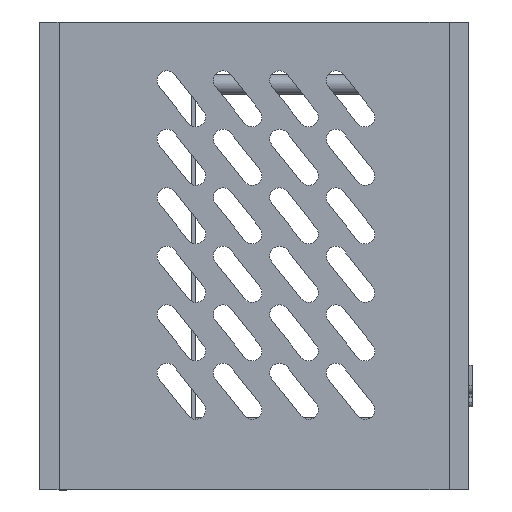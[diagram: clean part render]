
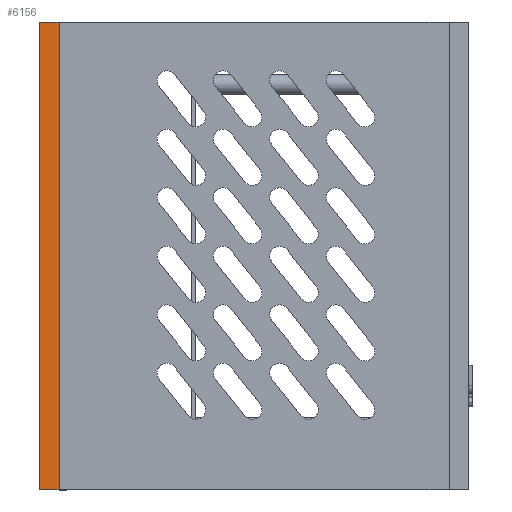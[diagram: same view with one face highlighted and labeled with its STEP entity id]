
A CAD part, left-side view. The second image highlights one B-rep face of the part: STEP entity #6156.
In plain terms, the highlighted planar face has unit normal (-1, 0, 0).
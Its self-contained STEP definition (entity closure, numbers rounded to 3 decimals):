
#717 = VERTEX_POINT ( 'NONE', #13202 ) ;
#862 = CARTESIAN_POINT ( 'NONE',  ( -95., 59.833, 5. ) ) ;
#1422 = CARTESIAN_POINT ( 'NONE',  ( -95., -60.167, 5. ) ) ;
#1454 = ORIENTED_EDGE ( 'NONE', *, *, #9630, .F. ) ;
#1645 = VECTOR ( 'NONE', #11758, 1000. ) ;
#1693 = LINE ( 'NONE', #10738, #1645 ) ;
#1995 = CARTESIAN_POINT ( 'NONE',  ( -95., 59.833, 5. ) ) ;
#1999 = ORIENTED_EDGE ( 'NONE', *, *, #12422, .F. ) ;
#2247 = DIRECTION ( 'NONE',  ( 1., 0., 0. ) ) ;
#2346 = LINE ( 'NONE', #6806, #3312 ) ;
#2669 = LINE ( 'NONE', #12516, #3028 ) ;
#2756 = VERTEX_POINT ( 'NONE', #7930 ) ;
#3028 = VECTOR ( 'NONE', #11421, 1000. ) ;
#3130 = PLANE ( 'NONE',  #14322 ) ;
#3161 = EDGE_CURVE ( 'NONE', #9673, #717, #2346, .T. ) ;
#3312 = VECTOR ( 'NONE', #11172, 1000. ) ;
#3827 = LINE ( 'NONE', #1422, #12734 ) ;
#4392 = VERTEX_POINT ( 'NONE', #12630 ) ;
#6156 = ADVANCED_FACE ( 'NONE', ( #14346 ), #3130, .F. ) ;
#6792 = EDGE_LOOP ( 'NONE', ( #6802, #1999, #1454, #13733 ) ) ;
#6802 = ORIENTED_EDGE ( 'NONE', *, *, #8246, .T. ) ;
#6806 = CARTESIAN_POINT ( 'NONE',  ( -95., 59.833, 5. ) ) ;
#7930 = CARTESIAN_POINT ( 'NONE',  ( -95., -60.167, 0. ) ) ;
#8246 = EDGE_CURVE ( 'NONE', #717, #2756, #1693, .T. ) ;
#9630 = EDGE_CURVE ( 'NONE', #9673, #4392, #2669, .T. ) ;
#9673 = VERTEX_POINT ( 'NONE', #1995 ) ;
#10738 = CARTESIAN_POINT ( 'NONE',  ( -95., 59.833, 0. ) ) ;
#11172 = DIRECTION ( 'NONE',  ( 0., 0., -1. ) ) ;
#11421 = DIRECTION ( 'NONE',  ( 0., -1., 0. ) ) ;
#11561 = DIRECTION ( 'NONE',  ( 0., 0., -1. ) ) ;
#11758 = DIRECTION ( 'NONE',  ( 0., -1., 0. ) ) ;
#12422 = EDGE_CURVE ( 'NONE', #4392, #2756, #3827, .T. ) ;
#12516 = CARTESIAN_POINT ( 'NONE',  ( -95., 59.833, 5. ) ) ;
#12630 = CARTESIAN_POINT ( 'NONE',  ( -95., -60.167, 5. ) ) ;
#12734 = VECTOR ( 'NONE', #11561, 1000. ) ;
#13202 = CARTESIAN_POINT ( 'NONE',  ( -95., 59.833, 0. ) ) ;
#13733 = ORIENTED_EDGE ( 'NONE', *, *, #3161, .T. ) ;
#14203 = DIRECTION ( 'NONE',  ( 0., 0., -1. ) ) ;
#14322 = AXIS2_PLACEMENT_3D ( 'NONE', #862, #2247, #14203 ) ;
#14346 = FACE_OUTER_BOUND ( 'NONE', #6792, .T. ) ;
